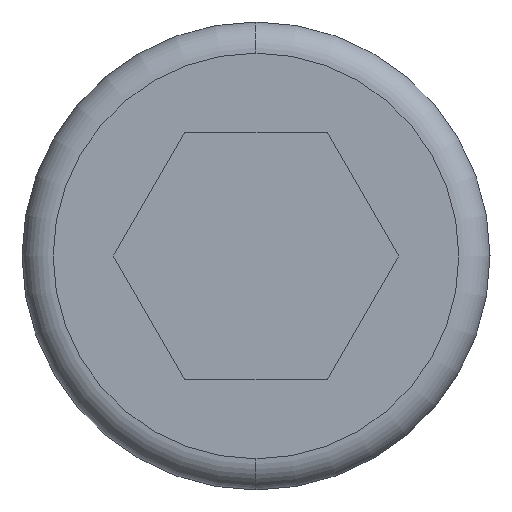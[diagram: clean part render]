
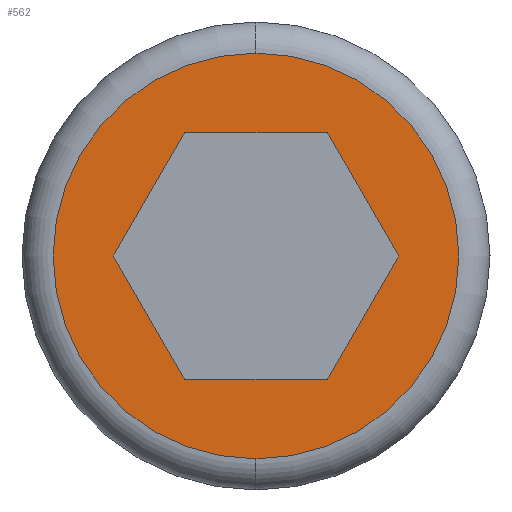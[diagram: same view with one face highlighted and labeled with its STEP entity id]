
A CAD part, left-side view. The second image highlights one B-rep face of the part: STEP entity #562.
In plain terms, the highlighted planar face has unit normal (-1, 0, 0).
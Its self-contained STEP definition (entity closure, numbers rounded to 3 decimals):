
#13 = DIRECTION ( 'NONE',  ( -1., 0., 0. ) ) ;
#29 = DIRECTION ( 'NONE',  ( 0., -1., 0. ) ) ;
#35 = DIRECTION ( 'NONE',  ( 0., 0.5, 0.866 ) ) ;
#38 = CARTESIAN_POINT ( 'NONE',  ( -24., -10.97, 0. ) ) ;
#49 = DIRECTION ( 'NONE',  ( 0., 1., 0. ) ) ;
#70 = VERTEX_POINT ( 'NONE', #150 ) ;
#85 = CARTESIAN_POINT ( 'NONE',  ( -24., -10.97, 0. ) ) ;
#93 = AXIS2_PLACEMENT_3D ( 'NONE', #145, #372, #49 ) ;
#97 = VECTOR ( 'NONE', #29, 1000. ) ;
#101 = VERTEX_POINT ( 'NONE', #202 ) ;
#105 = LINE ( 'NONE', #553, #452 ) ;
#111 = CARTESIAN_POINT ( 'NONE',  ( -24., 0., 15.6 ) ) ;
#126 = ORIENTED_EDGE ( 'NONE', *, *, #135, .T. ) ;
#135 = EDGE_CURVE ( 'NONE', #139, #70, #105, .T. ) ;
#139 = VERTEX_POINT ( 'NONE', #277 ) ;
#145 = CARTESIAN_POINT ( 'NONE',  ( -24., 0., 0. ) ) ;
#150 = CARTESIAN_POINT ( 'NONE',  ( -24., 5.485, -9.5 ) ) ;
#156 = EDGE_CURVE ( 'NONE', #345, #448, #521, .T. ) ;
#158 = CARTESIAN_POINT ( 'NONE',  ( -24., 10.97, 0. ) ) ;
#168 = CIRCLE ( 'NONE', #428, 15.6 ) ;
#189 = ORIENTED_EDGE ( 'NONE', *, *, #361, .T. ) ;
#197 = LINE ( 'NONE', #158, #370 ) ;
#202 = CARTESIAN_POINT ( 'NONE',  ( -24., 10.97, 0. ) ) ;
#218 = DIRECTION ( 'NONE',  ( 1., 0., 0. ) ) ;
#237 = PLANE ( 'NONE',  #574 ) ;
#253 = EDGE_CURVE ( 'NONE', #301, #531, #168, .T. ) ;
#260 = EDGE_LOOP ( 'NONE', ( #273, #536, #364, #189, #540, #126 ) ) ;
#262 = CARTESIAN_POINT ( 'NONE',  ( -24., -5.485, 9.5 ) ) ;
#270 = DIRECTION ( 'NONE',  ( 0., -0.5, -0.866 ) ) ;
#273 = ORIENTED_EDGE ( 'NONE', *, *, #353, .T. ) ;
#277 = CARTESIAN_POINT ( 'NONE',  ( -24., -5.485, -9.5 ) ) ;
#285 = FACE_BOUND ( 'NONE', #260, .T. ) ;
#287 = DIRECTION ( 'NONE',  ( 0., 0., 1. ) ) ;
#294 = CARTESIAN_POINT ( 'NONE',  ( -24., 0., -15.6 ) ) ;
#298 = DIRECTION ( 'NONE',  ( 0., 1., 0. ) ) ;
#301 = VERTEX_POINT ( 'NONE', #294 ) ;
#343 = CIRCLE ( 'NONE', #93, 15.6 ) ;
#345 = VERTEX_POINT ( 'NONE', #487 ) ;
#353 = EDGE_CURVE ( 'NONE', #70, #101, #359, .T. ) ;
#354 = DIRECTION ( 'NONE',  ( 0., 0.5, -0.866 ) ) ;
#355 = ORIENTED_EDGE ( 'NONE', *, *, #253, .F. ) ;
#359 = LINE ( 'NONE', #441, #381 ) ;
#361 = EDGE_CURVE ( 'NONE', #448, #442, #454, .T. ) ;
#364 = ORIENTED_EDGE ( 'NONE', *, *, #156, .T. ) ;
#370 = VECTOR ( 'NONE', #511, 1000. ) ;
#372 = DIRECTION ( 'NONE',  ( 1., 0., 0. ) ) ;
#375 = FACE_OUTER_BOUND ( 'NONE', #573, .T. ) ;
#381 = VECTOR ( 'NONE', #35, 1000. ) ;
#412 = ORIENTED_EDGE ( 'NONE', *, *, #556, .F. ) ;
#422 = EDGE_CURVE ( 'NONE', #442, #139, #447, .T. ) ;
#428 = AXIS2_PLACEMENT_3D ( 'NONE', #440, #218, #298 ) ;
#440 = CARTESIAN_POINT ( 'NONE',  ( -24., 0., 0. ) ) ;
#441 = CARTESIAN_POINT ( 'NONE',  ( -24., 5.485, -9.5 ) ) ;
#442 = VERTEX_POINT ( 'NONE', #85 ) ;
#447 = LINE ( 'NONE', #38, #584 ) ;
#448 = VERTEX_POINT ( 'NONE', #262 ) ;
#452 = VECTOR ( 'NONE', #505, 1000. ) ;
#454 = LINE ( 'NONE', #495, #554 ) ;
#487 = CARTESIAN_POINT ( 'NONE',  ( -24., 5.485, 9.5 ) ) ;
#495 = CARTESIAN_POINT ( 'NONE',  ( -24., -5.485, 9.5 ) ) ;
#505 = DIRECTION ( 'NONE',  ( 0., 1., 0. ) ) ;
#511 = DIRECTION ( 'NONE',  ( 0., -0.5, 0.866 ) ) ;
#521 = LINE ( 'NONE', #565, #97 ) ;
#527 = EDGE_CURVE ( 'NONE', #101, #345, #197, .T. ) ;
#531 = VERTEX_POINT ( 'NONE', #111 ) ;
#536 = ORIENTED_EDGE ( 'NONE', *, *, #527, .T. ) ;
#540 = ORIENTED_EDGE ( 'NONE', *, *, #422, .T. ) ;
#547 = CARTESIAN_POINT ( 'NONE',  ( -24., 7.8, 0. ) ) ;
#553 = CARTESIAN_POINT ( 'NONE',  ( -24., -5.485, -9.5 ) ) ;
#554 = VECTOR ( 'NONE', #270, 1000. ) ;
#556 = EDGE_CURVE ( 'NONE', #531, #301, #343, .T. ) ;
#562 = ADVANCED_FACE ( 'NONE', ( #285, #375 ), #237, .T. ) ;
#565 = CARTESIAN_POINT ( 'NONE',  ( -24., 5.485, 9.5 ) ) ;
#573 = EDGE_LOOP ( 'NONE', ( #355, #412 ) ) ;
#574 = AXIS2_PLACEMENT_3D ( 'NONE', #547, #13, #287 ) ;
#584 = VECTOR ( 'NONE', #354, 1000. ) ;
